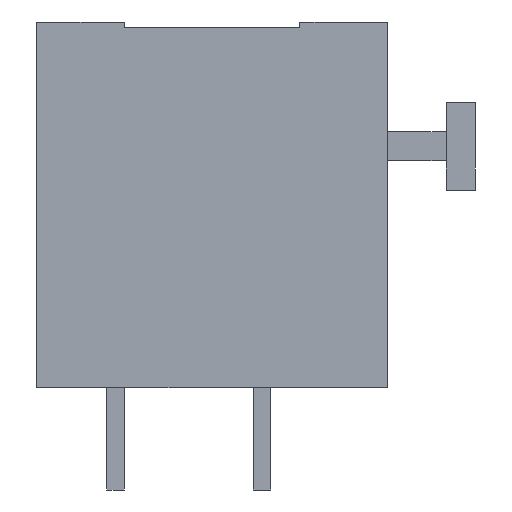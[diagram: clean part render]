
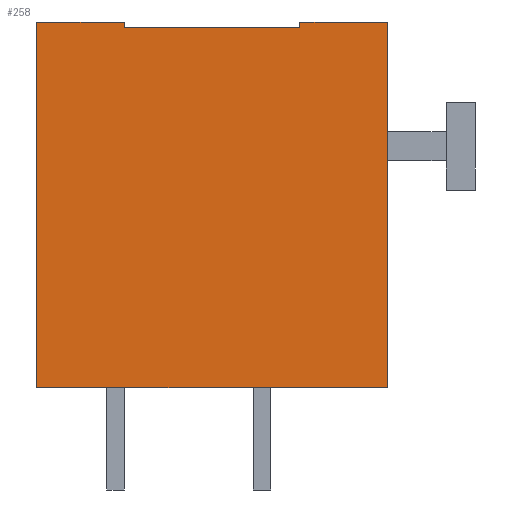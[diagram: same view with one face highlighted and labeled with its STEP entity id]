
A CAD part, front view. The second image highlights one B-rep face of the part: STEP entity #258.
In plain terms, the highlighted planar face has unit normal (0, -1, 0).
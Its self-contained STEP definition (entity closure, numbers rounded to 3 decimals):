
#258=ADVANCED_FACE('',(#454),#455,.F.);
#454=FACE_OUTER_BOUND('',#612,.T.);
#455=PLANE('',#613);
#612=EDGE_LOOP('',(#994,#995,#996,#997,#998,#999,#1000,#1001));
#613=AXIS2_PLACEMENT_3D('',#1002,#1003,#1004);
#994=ORIENTED_EDGE('',*,*,#1178,.F.);
#995=ORIENTED_EDGE('',*,*,#1170,.F.);
#996=ORIENTED_EDGE('',*,*,#1154,.T.);
#997=ORIENTED_EDGE('',*,*,#1176,.T.);
#998=ORIENTED_EDGE('',*,*,#1161,.F.);
#999=ORIENTED_EDGE('',*,*,#1174,.F.);
#1000=ORIENTED_EDGE('',*,*,#1179,.F.);
#1001=ORIENTED_EDGE('',*,*,#1180,.T.);
#1002=CARTESIAN_POINT('',(-25.0,-2.5,20.139));
#1003=DIRECTION('',(0.0,1.0,0.0));
#1004=DIRECTION('',(0.0,0.0,1.0));
#1154=EDGE_CURVE('',#1370,#1368,#1371,.T.);
#1161=EDGE_CURVE('',#1381,#1376,#1383,.T.);
#1170=EDGE_CURVE('',#1370,#1396,#1397,.T.);
#1174=EDGE_CURVE('',#1400,#1381,#1402,.T.);
#1176=EDGE_CURVE('',#1368,#1376,#1404,.T.);
#1178=EDGE_CURVE('',#1396,#1406,#1407,.T.);
#1179=EDGE_CURVE('',#1408,#1400,#1409,.T.);
#1180=EDGE_CURVE('',#1408,#1406,#1410,.T.);
#1368=VERTEX_POINT('',#1682);
#1370=VERTEX_POINT('',#1685);
#1371=LINE('',#1686,#1687);
#1376=VERTEX_POINT('',#1694);
#1381=VERTEX_POINT('',#1701);
#1383=LINE('',#1704,#1705);
#1396=VERTEX_POINT('',#1724);
#1397=LINE('',#1725,#1726);
#1400=VERTEX_POINT('',#1730);
#1402=LINE('',#1733,#1734);
#1404=LINE('',#1736,#1737);
#1406=VERTEX_POINT('',#1739);
#1407=LINE('',#1740,#1741);
#1408=VERTEX_POINT('',#1742);
#1409=LINE('',#1743,#1744);
#1410=LINE('',#1745,#1746);
#1682=CARTESIAN_POINT('',(-25.0,-2.5,7.639));
#1685=CARTESIAN_POINT('',(-25.0,-2.5,20.139));
#1686=CARTESIAN_POINT('',(-25.0,-2.5,20.139));
#1687=VECTOR('',#1845,1.0);
#1694=CARTESIAN_POINT('',(-13.0,-2.5,7.639));
#1701=CARTESIAN_POINT('',(-13.0,-2.5,20.139));
#1704=CARTESIAN_POINT('',(-13.0,-2.5,20.139));
#1705=VECTOR('',#1851,1.0);
#1724=CARTESIAN_POINT('',(-22.0,-2.5,20.139));
#1725=CARTESIAN_POINT('',(-25.0,-2.5,20.139));
#1726=VECTOR('',#1858,1.0);
#1730=CARTESIAN_POINT('',(-16.0,-2.5,20.139));
#1733=CARTESIAN_POINT('',(-25.0,-2.5,20.139));
#1734=VECTOR('',#1861,1.0);
#1736=CARTESIAN_POINT('',(-25.0,-2.5,7.639));
#1737=VECTOR('',#1862,1.0);
#1739=CARTESIAN_POINT('',(-22.0,-2.5,19.939));
#1740=CARTESIAN_POINT('',(-22.0,-2.5,20.139));
#1741=VECTOR('',#1863,1.0);
#1742=CARTESIAN_POINT('',(-16.0,-2.5,19.939));
#1743=CARTESIAN_POINT('',(-16.0,-2.5,20.139));
#1744=VECTOR('',#1864,1.0);
#1745=CARTESIAN_POINT('',(-25.0,-2.5,19.939));
#1746=VECTOR('',#1865,1.0);
#1845=DIRECTION('',(0.0,0.0,-1.0));
#1851=DIRECTION('',(0.0,0.0,-1.0));
#1858=DIRECTION('',(1.0,0.0,0.0));
#1861=DIRECTION('',(1.0,0.0,0.0));
#1862=DIRECTION('',(1.0,0.0,0.0));
#1863=DIRECTION('',(0.0,0.0,-1.0));
#1864=DIRECTION('',(0.0,0.0,1.0));
#1865=DIRECTION('',(-1.0,0.0,0.0));
